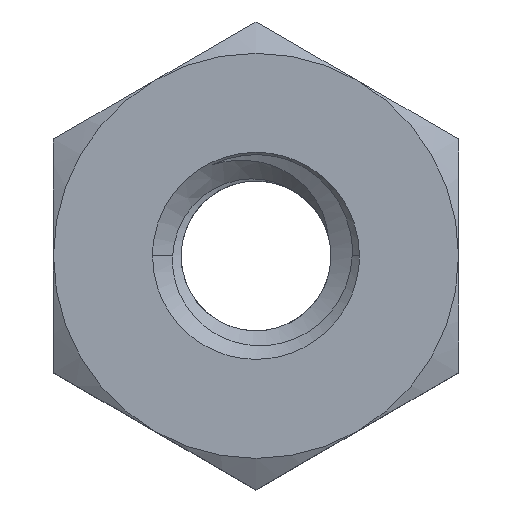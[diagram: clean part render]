
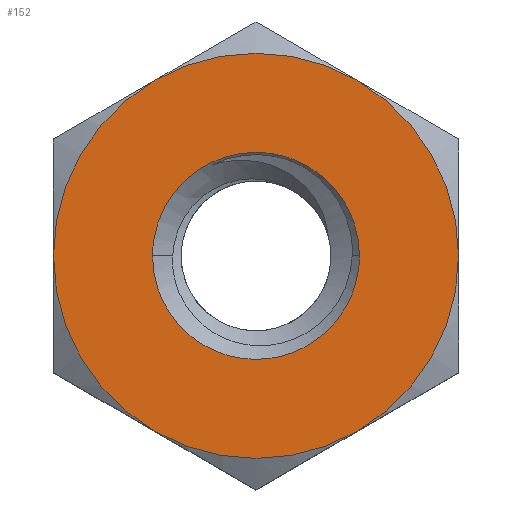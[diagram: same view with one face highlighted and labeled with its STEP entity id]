
A CAD part, top view. The second image highlights one B-rep face of the part: STEP entity #152.
In plain terms, the highlighted planar face has unit normal (0, 0, 1).
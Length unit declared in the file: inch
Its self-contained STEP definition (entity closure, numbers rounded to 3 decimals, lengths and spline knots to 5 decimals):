
#18 = CARTESIAN_POINT ( 'NONE',  ( 0.01052, -0.03918, 0.0315 ) ) ;
#21 = CARTESIAN_POINT ( 'NONE',  ( 0.03516, 0.02023, 0.0315 ) ) ;
#37 = CARTESIAN_POINT ( 'NONE',  ( -0.04022, 0., 0.0315 ) ) ;
#41 = B_SPLINE_CURVE_WITH_KNOTS ( 'NONE', 3,
 ( #903, #186, #488, #1483, #792, #645, #1362, #1355 ),
 .UNSPECIFIED., .F., .F.,
 ( 4, 2, 2, 4 ),
 ( 0., 0.00025, 0.0005, 0.001 ),
 .UNSPECIFIED. ) ;
#48 = AXIS2_PLACEMENT_3D ( 'NONE', #355, #1649, #1522 ) ;
#57 = DIRECTION ( 'NONE',  ( 1., 0., 0. ) ) ;
#79 = VERTEX_POINT ( 'NONE', #1479 ) ;
#97 = CIRCLE ( 'NONE', #791, 0.07874 ) ;
#129 = ORIENTED_EDGE ( 'NONE', *, *, #485, .T. ) ;
#131 = CARTESIAN_POINT ( 'NONE',  ( 0., 0., 0.0315 ) ) ;
#133 = CARTESIAN_POINT ( 'NONE',  ( -0.04022, 0., 0.0315 ) ) ;
#147 = AXIS2_PLACEMENT_3D ( 'NONE', #131, #575, #283 ) ;
#151 = VERTEX_POINT ( 'NONE', #1471 ) ;
#152 = ADVANCED_FACE ( 'NONE', ( #257, #699 ), #977, .T. ) ;
#161 = CARTESIAN_POINT ( 'NONE',  ( -0.04022, -0.00529, 0.0315 ) ) ;
#179 = EDGE_CURVE ( 'NONE', #1019, #79, #988, .T. ) ;
#181 = CARTESIAN_POINT ( 'NONE',  ( 0., 0.04022, 0.0315 ) ) ;
#184 = CARTESIAN_POINT ( 'NONE',  ( 0.02469, -0.03219, 0.0315 ) ) ;
#186 = CARTESIAN_POINT ( 'NONE',  ( -0.02503, 0.03167, 0.0315 ) ) ;
#230 = DIRECTION ( 'NONE',  ( 0., 0., 1. ) ) ;
#234 = EDGE_CURVE ( 'NONE', #1569, #1494, #236, .T. ) ;
#236 = CIRCLE ( 'NONE', #147, 0.07874 ) ;
#257 = FACE_BOUND ( 'NONE', #1311, .T. ) ;
#283 = DIRECTION ( 'NONE',  ( 1., 0., 0. ) ) ;
#310 = AXIS2_PLACEMENT_3D ( 'NONE', #845, #862, #838 ) ;
#340 = CARTESIAN_POINT ( 'NONE',  ( -0.01054, -0.03917, 0.0315 ) ) ;
#355 = CARTESIAN_POINT ( 'NONE',  ( 0., 0., 0.0315 ) ) ;
#377 = ORIENTED_EDGE ( 'NONE', *, *, #1260, .T. ) ;
#400 = CARTESIAN_POINT ( 'NONE',  ( -0.03937, 0.06819, 0.0315 ) ) ;
#409 = CIRCLE ( 'NONE', #508, 0.04022 ) ;
#451 = EDGE_CURVE ( 'NONE', #1675, #1682, #1161, .T. ) ;
#485 = EDGE_CURVE ( 'NONE', #151, #1019, #526, .T. ) ;
#488 = CARTESIAN_POINT ( 'NONE',  ( -0.02752, 0.02952, 0.0315 ) ) ;
#494 = CARTESIAN_POINT ( 'NONE',  ( 0., 0.04022, 0.0315 ) ) ;
#497 = CARTESIAN_POINT ( 'NONE',  ( 0.04022, -0.01052, 0.0315 ) ) ;
#508 = AXIS2_PLACEMENT_3D ( 'NONE', #1211, #618, #57 ) ;
#526 = CIRCLE ( 'NONE', #822, 0.07874 ) ;
#575 = DIRECTION ( 'NONE',  ( 0., 0., 1. ) ) ;
#576 = CARTESIAN_POINT ( 'NONE',  ( -0.03937, -0.06819, 0.0315 ) ) ;
#618 = DIRECTION ( 'NONE',  ( 0., 0., 1. ) ) ;
#621 = CARTESIAN_POINT ( 'NONE',  ( 0.02028, 0.03513, 0.0315 ) ) ;
#628 = CARTESIAN_POINT ( 'NONE',  ( 0.02023, -0.03516, 0.0315 ) ) ;
#634 = DIRECTION ( 'NONE',  ( 1., 0., 0. ) ) ;
#645 = CARTESIAN_POINT ( 'NONE',  ( -0.03855, 0.01321, 0.0315 ) ) ;
#662 = DIRECTION ( 'NONE',  ( 1., 0., 0. ) ) ;
#681 = VERTEX_POINT ( 'NONE', #400 ) ;
#699 = FACE_OUTER_BOUND ( 'NONE', #1085, .T. ) ;
#739 = ORIENTED_EDGE ( 'NONE', *, *, #1157, .F. ) ;
#751 = CARTESIAN_POINT ( 'NONE',  ( 0.02475, 0.03213, 0.0315 ) ) ;
#755 = VERTEX_POINT ( 'NONE', #848 ) ;
#764 = CARTESIAN_POINT ( 'NONE',  ( -0.03215, -0.02474, 0.0315 ) ) ;
#773 = CARTESIAN_POINT ( 'NONE',  ( 0.03917, 0.01054, 0.0315 ) ) ;
#791 = AXIS2_PLACEMENT_3D ( 'NONE', #1248, #1383, #634 ) ;
#792 = CARTESIAN_POINT ( 'NONE',  ( -0.0339, 0.0219, 0.0315 ) ) ;
#797 = CARTESIAN_POINT ( 'NONE',  ( 0.03937, 0.06819, 0.0315 ) ) ;
#804 = EDGE_CURVE ( 'NONE', #681, #151, #1252, .T. ) ;
#822 = AXIS2_PLACEMENT_3D ( 'NONE', #1110, #230, #1097 ) ;
#828 = CARTESIAN_POINT ( 'NONE',  ( 0., 0., 0.0315 ) ) ;
#838 = DIRECTION ( 'NONE',  ( 1., 0., 0. ) ) ;
#845 = CARTESIAN_POINT ( 'NONE',  ( 0., 0., 0.0315 ) ) ;
#848 = CARTESIAN_POINT ( 'NONE',  ( -0.02225, 0.03351, 0.0315 ) ) ;
#862 = DIRECTION ( 'NONE',  ( 0., 0., 1. ) ) ;
#894 = CARTESIAN_POINT ( 'NONE',  ( -0.00525, -0.04022, 0.0315 ) ) ;
#903 = CARTESIAN_POINT ( 'NONE',  ( -0.02225, 0.03351, 0.0315 ) ) ;
#908 = CARTESIAN_POINT ( 'NONE',  ( 0.00531, 0.04022, 0.0315 ) ) ;
#953 = ORIENTED_EDGE ( 'NONE', *, *, #1558, .T. ) ;
#977 = PLANE ( 'NONE',  #1729 ) ;
#988 = CIRCLE ( 'NONE', #310, 0.07874 ) ;
#1019 = VERTEX_POINT ( 'NONE', #576 ) ;
#1046 = CARTESIAN_POINT ( 'NONE',  ( -0.03918, -0.01052, 0.0315 ) ) ;
#1057 = CARTESIAN_POINT ( 'NONE',  ( -0.02471, -0.03217, 0.0315 ) ) ;
#1085 = EDGE_LOOP ( 'NONE', ( #377, #1846, #953, #1711, #129, #1488 ) ) ;
#1097 = DIRECTION ( 'NONE',  ( 1., 0., 0. ) ) ;
#1110 = CARTESIAN_POINT ( 'NONE',  ( 0., 0., 0.0315 ) ) ;
#1132 = DIRECTION ( 'NONE',  ( 1., 0., 0. ) ) ;
#1137 = CARTESIAN_POINT ( 'NONE',  ( 0., 0., 0.0315 ) ) ;
#1157 = EDGE_CURVE ( 'NONE', #1548, #755, #409, .T. ) ;
#1161 = B_SPLINE_CURVE_WITH_KNOTS ( 'NONE', 3,
 ( #37, #161, #1046, #1609, #764, #1057, #1749, #340, #894, #1344, #18, #628, #184, #1212, #497, #1491 ),
 .UNSPECIFIED., .F., .F.,
 ( 4, 2, 2, 2, 2, 2, 2, 4 ),
 ( 0.001, 0.0014, 0.0018, 0.0022, 0.0026, 0.003, 0.0034, 0.0042 ),
 .UNSPECIFIED. ) ;
#1178 = ORIENTED_EDGE ( 'NONE', *, *, #451, .F. ) ;
#1192 = CARTESIAN_POINT ( 'NONE',  ( 0.03216, 0.02472, 0.0315 ) ) ;
#1211 = CARTESIAN_POINT ( 'NONE',  ( 0., 0., 0.0315 ) ) ;
#1212 = CARTESIAN_POINT ( 'NONE',  ( 0.03591, -0.02098, 0.0315 ) ) ;
#1248 = CARTESIAN_POINT ( 'NONE',  ( 0., 0., 0.0315 ) ) ;
#1249 = DIRECTION ( 'NONE',  ( 0., 0., 1. ) ) ;
#1252 = CIRCLE ( 'NONE', #1416, 0.07874 ) ;
#1260 = EDGE_CURVE ( 'NONE', #79, #1569, #1348, .T. ) ;
#1300 = CARTESIAN_POINT ( 'NONE',  ( 0.07874, 0., 0.0315 ) ) ;
#1311 = EDGE_LOOP ( 'NONE', ( #739, #1570, #1178, #1704 ) ) ;
#1344 = CARTESIAN_POINT ( 'NONE',  ( 0.00523, -0.04022, 0.0315 ) ) ;
#1348 = CIRCLE ( 'NONE', #48, 0.07874 ) ;
#1355 = CARTESIAN_POINT ( 'NONE',  ( -0.04022, 0., 0.0315 ) ) ;
#1362 = CARTESIAN_POINT ( 'NONE',  ( -0.04022, 0.00664, 0.0315 ) ) ;
#1383 = DIRECTION ( 'NONE',  ( 0., 0., 1. ) ) ;
#1416 = AXIS2_PLACEMENT_3D ( 'NONE', #1137, #1854, #1132 ) ;
#1471 = CARTESIAN_POINT ( 'NONE',  ( -0.07874, 0., 0.0315 ) ) ;
#1479 = CARTESIAN_POINT ( 'NONE',  ( 0.03937, -0.06819, 0.0315 ) ) ;
#1483 = CARTESIAN_POINT ( 'NONE',  ( -0.03196, 0.02465, 0.0315 ) ) ;
#1488 = ORIENTED_EDGE ( 'NONE', *, *, #179, .T. ) ;
#1491 = CARTESIAN_POINT ( 'NONE',  ( 0.04022, 0., 0.0315 ) ) ;
#1494 = VERTEX_POINT ( 'NONE', #797 ) ;
#1522 = DIRECTION ( 'NONE',  ( 1., 0., 0. ) ) ;
#1548 = VERTEX_POINT ( 'NONE', #494 ) ;
#1558 = EDGE_CURVE ( 'NONE', #1494, #681, #97, .T. ) ;
#1569 = VERTEX_POINT ( 'NONE', #1300 ) ;
#1570 = ORIENTED_EDGE ( 'NONE', *, *, #1750, .F. ) ;
#1577 = CARTESIAN_POINT ( 'NONE',  ( 0.04022, 0., 0.0315 ) ) ;
#1605 = CARTESIAN_POINT ( 'NONE',  ( 0.04022, 0., 0.0315 ) ) ;
#1609 = CARTESIAN_POINT ( 'NONE',  ( -0.03513, -0.02029, 0.0315 ) ) ;
#1627 = CARTESIAN_POINT ( 'NONE',  ( 0.04022, 0.00526, 0.0315 ) ) ;
#1649 = DIRECTION ( 'NONE',  ( 0., 0., 1. ) ) ;
#1675 = VERTEX_POINT ( 'NONE', #133 ) ;
#1682 = VERTEX_POINT ( 'NONE', #1577 ) ;
#1704 = ORIENTED_EDGE ( 'NONE', *, *, #1849, .F. ) ;
#1711 = ORIENTED_EDGE ( 'NONE', *, *, #804, .T. ) ;
#1729 = AXIS2_PLACEMENT_3D ( 'NONE', #828, #1249, #662 ) ;
#1749 = CARTESIAN_POINT ( 'NONE',  ( -0.02023, -0.03516, 0.0315 ) ) ;
#1750 = EDGE_CURVE ( 'NONE', #1682, #1548, #1773, .T. ) ;
#1771 = CARTESIAN_POINT ( 'NONE',  ( 0.01057, 0.03916, 0.0315 ) ) ;
#1773 = B_SPLINE_CURVE_WITH_KNOTS ( 'NONE', 3,
 ( #1605, #1627, #773, #21, #1192, #751, #621, #1771, #908, #181 ),
 .UNSPECIFIED., .F., .F.,
 ( 4, 2, 2, 2, 4 ),
 ( 0.0042, 0.00459, 0.00499, 0.00539, 0.00579 ),
 .UNSPECIFIED. ) ;
#1846 = ORIENTED_EDGE ( 'NONE', *, *, #234, .T. ) ;
#1849 = EDGE_CURVE ( 'NONE', #755, #1675, #41, .T. ) ;
#1854 = DIRECTION ( 'NONE',  ( 0., 0., 1. ) ) ;
